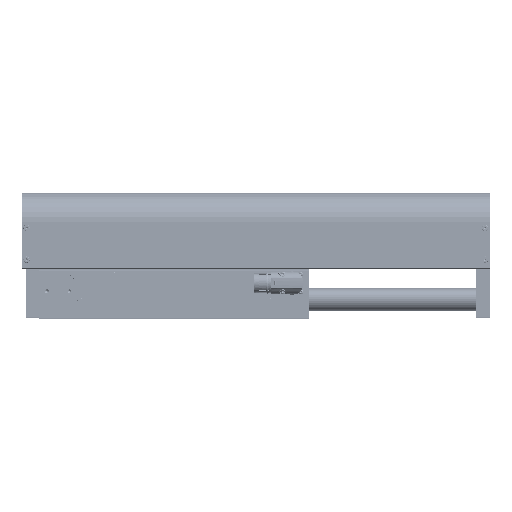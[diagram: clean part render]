
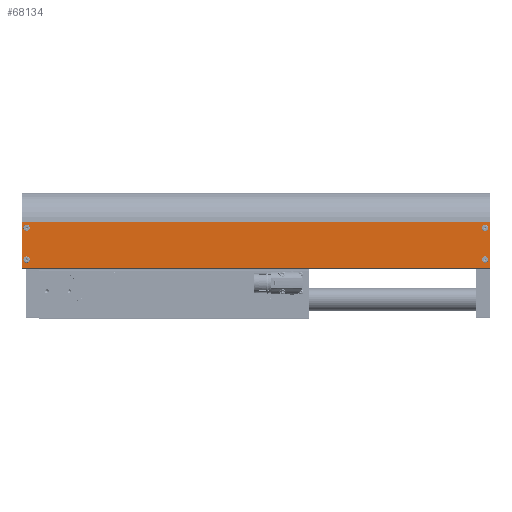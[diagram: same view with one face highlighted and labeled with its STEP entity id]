
A CAD part, top view. The second image highlights one B-rep face of the part: STEP entity #68134.
In plain terms, the highlighted face is planar.
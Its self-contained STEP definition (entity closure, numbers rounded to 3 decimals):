
#976 = DIRECTION ( 'NONE',  ( 0., -1., 0. ) ) ;
#3520 = VECTOR ( 'NONE', #72009, 1000. ) ;
#3705 = CARTESIAN_POINT ( 'NONE',  ( -32., -51.5, 0. ) ) ;
#3783 = LINE ( 'NONE', #35717, #58644 ) ;
#4735 = CARTESIAN_POINT ( 'NONE',  ( -32., 0., 517. ) ) ;
#8323 = VERTEX_POINT ( 'NONE', #68817 ) ;
#8471 = CARTESIAN_POINT ( 'NONE',  ( -32., -7., 514.4 ) ) ;
#8585 = EDGE_CURVE ( 'NONE', #29686, #29686, #55702, .T. ) ;
#10703 = EDGE_LOOP ( 'NONE', ( #15014 ) ) ;
#12301 = EDGE_CURVE ( 'NONE', #32742, #32742, #77231, .T. ) ;
#15014 = ORIENTED_EDGE ( 'NONE', *, *, #8585, .F. ) ;
#16618 = FACE_BOUND ( 'NONE', #46707, .T. ) ;
#19272 = DIRECTION ( 'NONE',  ( -1., 0., 0. ) ) ;
#21517 = DIRECTION ( 'NONE',  ( 0., -1., 0. ) ) ;
#21586 = VERTEX_POINT ( 'NONE', #35436 ) ;
#22314 = ORIENTED_EDGE ( 'NONE', *, *, #75320, .T. ) ;
#25063 = VECTOR ( 'NONE', #976, 1000. ) ;
#25463 = CARTESIAN_POINT ( 'NONE',  ( -32., -51.5, 517. ) ) ;
#27949 = CARTESIAN_POINT ( 'NONE',  ( -32., 0., 517. ) ) ;
#28951 = ORIENTED_EDGE ( 'NONE', *, *, #29784, .F. ) ;
#29181 = FACE_OUTER_BOUND ( 'NONE', #34712, .T. ) ;
#29686 = VERTEX_POINT ( 'NONE', #73177 ) ;
#29784 = EDGE_CURVE ( 'NONE', #74197, #21586, #3783, .T. ) ;
#30434 = ORIENTED_EDGE ( 'NONE', *, *, #56119, .F. ) ;
#31055 = DIRECTION ( 'NONE',  ( 0., 0., 1. ) ) ;
#32742 = VERTEX_POINT ( 'NONE', #8471 ) ;
#33374 = CARTESIAN_POINT ( 'NONE',  ( -32., -42., 5. ) ) ;
#33769 = EDGE_CURVE ( 'NONE', #53303, #21586, #75400, .T. ) ;
#34345 = ORIENTED_EDGE ( 'NONE', *, *, #46590, .T. ) ;
#34460 = DIRECTION ( 'NONE',  ( 1., 0., 0. ) ) ;
#34582 = CIRCLE ( 'NONE', #57884, 2.4 ) ;
#34712 = EDGE_LOOP ( 'NONE', ( #22314, #36243, #28951, #34345 ) ) ;
#35436 = CARTESIAN_POINT ( 'NONE',  ( -32., -51.5, 517. ) ) ;
#35717 = CARTESIAN_POINT ( 'NONE',  ( -32., 0., 517. ) ) ;
#36243 = ORIENTED_EDGE ( 'NONE', *, *, #33769, .T. ) ;
#36555 = CARTESIAN_POINT ( 'NONE',  ( -32., 0., 517. ) ) ;
#38653 = CARTESIAN_POINT ( 'NONE',  ( -32., -7., 7.4 ) ) ;
#42219 = VERTEX_POINT ( 'NONE', #44882 ) ;
#42707 = DIRECTION ( 'NONE',  ( 0., 0., 1. ) ) ;
#43269 = CARTESIAN_POINT ( 'NONE',  ( -32., -7., 512. ) ) ;
#44882 = CARTESIAN_POINT ( 'NONE',  ( -32., 0., 0. ) ) ;
#45015 = CARTESIAN_POINT ( 'NONE',  ( -32., -42., 512. ) ) ;
#45047 = DIRECTION ( 'NONE',  ( 0., 0., 1. ) ) ;
#46590 = EDGE_CURVE ( 'NONE', #74197, #42219, #54867, .T. ) ;
#46707 = EDGE_LOOP ( 'NONE', ( #30434 ) ) ;
#47397 = VECTOR ( 'NONE', #62054, 1000. ) ;
#48391 = AXIS2_PLACEMENT_3D ( 'NONE', #45015, #69823, #69426 ) ;
#48744 = LINE ( 'NONE', #69077, #25063 ) ;
#48970 = EDGE_CURVE ( 'NONE', #74565, #74565, #34582, .T. ) ;
#49931 = CARTESIAN_POINT ( 'NONE',  ( -32., -7., 5. ) ) ;
#50981 = CIRCLE ( 'NONE', #48391, 2.4 ) ;
#52278 = ORIENTED_EDGE ( 'NONE', *, *, #12301, .F. ) ;
#52607 = EDGE_LOOP ( 'NONE', ( #75755 ) ) ;
#53303 = VERTEX_POINT ( 'NONE', #3705 ) ;
#53701 = EDGE_LOOP ( 'NONE', ( #52278 ) ) ;
#54867 = LINE ( 'NONE', #36555, #3520 ) ;
#55702 = CIRCLE ( 'NONE', #59631, 2.4 ) ;
#56119 = EDGE_CURVE ( 'NONE', #8323, #8323, #50981, .T. ) ;
#57884 = AXIS2_PLACEMENT_3D ( 'NONE', #49931, #69068, #45047 ) ;
#58200 = DIRECTION ( 'NONE',  ( -1., 0., 0. ) ) ;
#58443 = FACE_BOUND ( 'NONE', #10703, .T. ) ;
#58644 = VECTOR ( 'NONE', #21517, 1000. ) ;
#58861 = FACE_BOUND ( 'NONE', #53701, .T. ) ;
#59631 = AXIS2_PLACEMENT_3D ( 'NONE', #33374, #58200, #42707 ) ;
#59684 = PLANE ( 'NONE',  #66654 ) ;
#62054 = DIRECTION ( 'NONE',  ( 0., 0., 1. ) ) ;
#64273 = AXIS2_PLACEMENT_3D ( 'NONE', #43269, #19272, #31055 ) ;
#66654 = AXIS2_PLACEMENT_3D ( 'NONE', #27949, #34460, #77528 ) ;
#68134 = ADVANCED_FACE ( 'NONE', ( #16618, #29181, #58861, #58443, #76692 ), #59684, .F. ) ;
#68817 = CARTESIAN_POINT ( 'NONE',  ( -32., -42., 514.4 ) ) ;
#69068 = DIRECTION ( 'NONE',  ( -1., 0., 0. ) ) ;
#69077 = CARTESIAN_POINT ( 'NONE',  ( -32., 0., 0. ) ) ;
#69426 = DIRECTION ( 'NONE',  ( 0., 0., 1. ) ) ;
#69823 = DIRECTION ( 'NONE',  ( -1., 0., 0. ) ) ;
#72009 = DIRECTION ( 'NONE',  ( 0., 0., -1. ) ) ;
#73177 = CARTESIAN_POINT ( 'NONE',  ( -32., -42., 7.4 ) ) ;
#74197 = VERTEX_POINT ( 'NONE', #4735 ) ;
#74565 = VERTEX_POINT ( 'NONE', #38653 ) ;
#75320 = EDGE_CURVE ( 'NONE', #42219, #53303, #48744, .T. ) ;
#75400 = LINE ( 'NONE', #25463, #47397 ) ;
#75755 = ORIENTED_EDGE ( 'NONE', *, *, #48970, .F. ) ;
#76692 = FACE_BOUND ( 'NONE', #52607, .T. ) ;
#77231 = CIRCLE ( 'NONE', #64273, 2.4 ) ;
#77528 = DIRECTION ( 'NONE',  ( 0., 1., 0. ) ) ;
